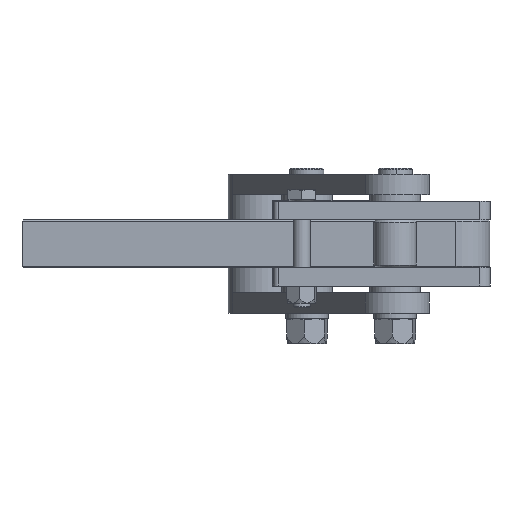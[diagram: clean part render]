
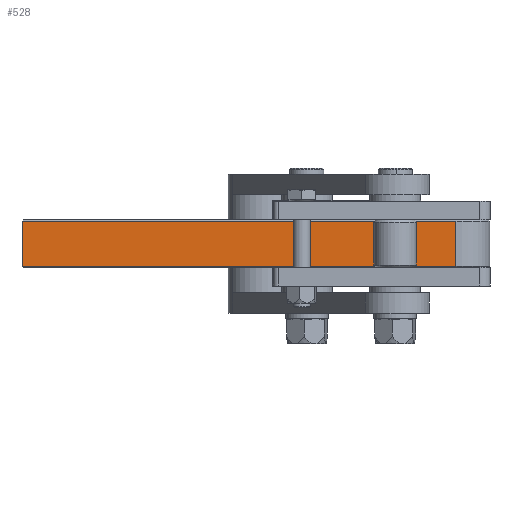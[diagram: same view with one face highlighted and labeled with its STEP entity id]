
A CAD part, front view. The second image highlights one B-rep face of the part: STEP entity #528.
In plain terms, the highlighted planar face has unit normal (0.001, -1, 0).
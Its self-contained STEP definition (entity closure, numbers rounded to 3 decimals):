
#528 = ADVANCED_FACE ( 'NONE', ( #6386 ), #12177, .F. ) ;
#2849 = EDGE_LOOP ( 'NONE', ( #3271, #3252, #3257, #3272 ) ) ;
#3252 = ORIENTED_EDGE ( 'NONE', *, *, #25388, .T. ) ;
#3257 = ORIENTED_EDGE ( 'NONE', *, *, #25386, .F. ) ;
#3271 = ORIENTED_EDGE ( 'NONE', *, *, #25389, .T. ) ;
#3272 = ORIENTED_EDGE ( 'NONE', *, *, #25385, .T. ) ;
#6386 = FACE_OUTER_BOUND ( 'NONE', #2849, .T. ) ;
#9388 = AXIS2_PLACEMENT_3D ( 'NONE', #12175, #12180, #12181 ) ;
#12175 = CARTESIAN_POINT ( 'NONE',  ( 204., 0., 11.1 ) ) ;
#12177 = PLANE ( 'NONE',  #9388 ) ;
#12180 = DIRECTION ( 'NONE',  ( 0., 1., 0. ) ) ;
#12181 = DIRECTION ( 'NONE',  ( 0., 0., 1. ) ) ;
#16680 = VERTEX_POINT ( 'NONE', #18466 ) ;
#17293 = LINE ( 'NONE', #21008, #17306 ) ;
#17302 = LINE ( 'NONE', #21002, #17304 ) ;
#17304 = VECTOR ( 'NONE', #21003, 1000. ) ;
#17306 = VECTOR ( 'NONE', #21013, 1000. ) ;
#17307 = LINE ( 'NONE', #21012, #17309 ) ;
#17308 = LINE ( 'NONE', #21018, #17311 ) ;
#17309 = VECTOR ( 'NONE', #21007, 1000. ) ;
#17311 = VECTOR ( 'NONE', #21019, 1000. ) ;
#18466 = CARTESIAN_POINT ( 'NONE',  ( 204., 0., -10.6 ) ) ;
#18556 = CARTESIAN_POINT ( 'NONE',  ( 0., 0., -10.6 ) ) ;
#18759 = CARTESIAN_POINT ( 'NONE',  ( 0., 0., 10.6 ) ) ;
#18787 = CARTESIAN_POINT ( 'NONE',  ( 204., 0., 10.6 ) ) ;
#21002 = CARTESIAN_POINT ( 'NONE',  ( 204., 0., 10.6 ) ) ;
#21003 = DIRECTION ( 'NONE',  ( -1., 0., 0. ) ) ;
#21007 = DIRECTION ( 'NONE',  ( 1., 0., 0. ) ) ;
#21008 = CARTESIAN_POINT ( 'NONE',  ( 204., 0., 11.1 ) ) ;
#21012 = CARTESIAN_POINT ( 'NONE',  ( 204., 0., -10.6 ) ) ;
#21013 = DIRECTION ( 'NONE',  ( 0., 0., -1. ) ) ;
#21018 = CARTESIAN_POINT ( 'NONE',  ( 0., 0., 11.1 ) ) ;
#21019 = DIRECTION ( 'NONE',  ( 0., 0., -1. ) ) ;
#23753 = VERTEX_POINT ( 'NONE', #18556 ) ;
#25224 = VERTEX_POINT ( 'NONE', #18759 ) ;
#25252 = VERTEX_POINT ( 'NONE', #18787 ) ;
#25385 = EDGE_CURVE ( 'NONE', #25252, #25224, #17302, .T. ) ;
#25386 = EDGE_CURVE ( 'NONE', #25252, #16680, #17293, .T. ) ;
#25388 = EDGE_CURVE ( 'NONE', #23753, #16680, #17307, .T. ) ;
#25389 = EDGE_CURVE ( 'NONE', #25224, #23753, #17308, .T. ) ;
